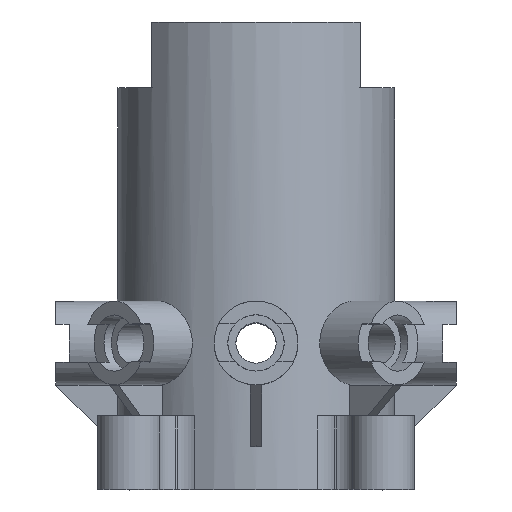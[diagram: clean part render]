
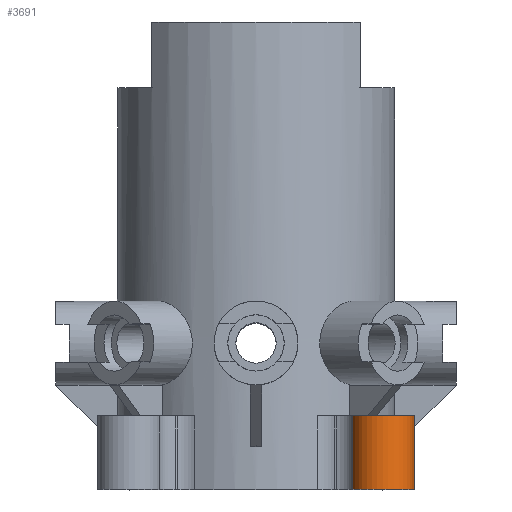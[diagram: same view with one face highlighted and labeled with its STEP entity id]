
A CAD part, top view. The second image highlights one B-rep face of the part: STEP entity #3691.
In plain terms, the highlighted cylindrical face has radius 4 mm (diameter 8 mm), a partial arc.
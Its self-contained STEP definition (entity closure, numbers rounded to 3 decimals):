
#310=FACE_OUTER_BOUND('',#521,.T.);
#521=EDGE_LOOP('',(#3115,#3116,#3117,#3118));
#786=CIRCLE('',#4038,4.);
#787=CIRCLE('',#4039,4.);
#1055=LINE('',#6626,#1390);
#1056=LINE('',#6632,#1391);
#1390=VECTOR('',#4886,9.3);
#1391=VECTOR('',#4893,9.3);
#1778=VERTEX_POINT('',#6622);
#1779=VERTEX_POINT('',#6624);
#1780=VERTEX_POINT('',#6628);
#1781=VERTEX_POINT('',#6630);
#2263=EDGE_CURVE('',#1778,#1779,#1055,.T.);
#2264=EDGE_CURVE('',#1778,#1780,#786,.T.);
#2265=EDGE_CURVE('',#1779,#1781,#787,.T.);
#2266=EDGE_CURVE('',#1780,#1781,#1056,.T.);
#3115=ORIENTED_EDGE('',*,*,#2264,.F.);
#3116=ORIENTED_EDGE('',*,*,#2263,.T.);
#3117=ORIENTED_EDGE('',*,*,#2265,.T.);
#3118=ORIENTED_EDGE('',*,*,#2266,.F.);
#3549=CYLINDRICAL_SURFACE('',#4037,4.);
#3691=ADVANCED_FACE('',(#310),#3549,.T.);
#4037=AXIS2_PLACEMENT_3D('',#6627,#4887,#4888);
#4038=AXIS2_PLACEMENT_3D('',#6629,#4889,#4890);
#4039=AXIS2_PLACEMENT_3D('',#6631,#4891,#4892);
#4886=DIRECTION('',(0.,-1.,0.));
#4887=DIRECTION('center_axis',(0.,-1.,0.));
#4888=DIRECTION('ref_axis',(0.707,0.,0.707));
#4889=DIRECTION('center_axis',(0.,1.,0.));
#4890=DIRECTION('ref_axis',(0.,0.,1.));
#4891=DIRECTION('center_axis',(0.,1.,0.));
#4892=DIRECTION('ref_axis',(0.,0.,-1.));
#4893=DIRECTION('',(0.,-1.,0.));
#6622=CARTESIAN_POINT('',(12.249,9.3,17.391));
#6624=CARTESIAN_POINT('',(12.249,0.,17.391));
#6626=CARTESIAN_POINT('',(12.249,9.3,17.391));
#6627=CARTESIAN_POINT('Origin',(16.,59.055,16.));
#6628=CARTESIAN_POINT('',(17.391,9.3,12.249));
#6629=CARTESIAN_POINT('Origin',(16.,9.3,16.));
#6630=CARTESIAN_POINT('',(17.391,0.,12.249));
#6631=CARTESIAN_POINT('Origin',(16.,0.,16.));
#6632=CARTESIAN_POINT('',(17.391,9.3,12.249));
